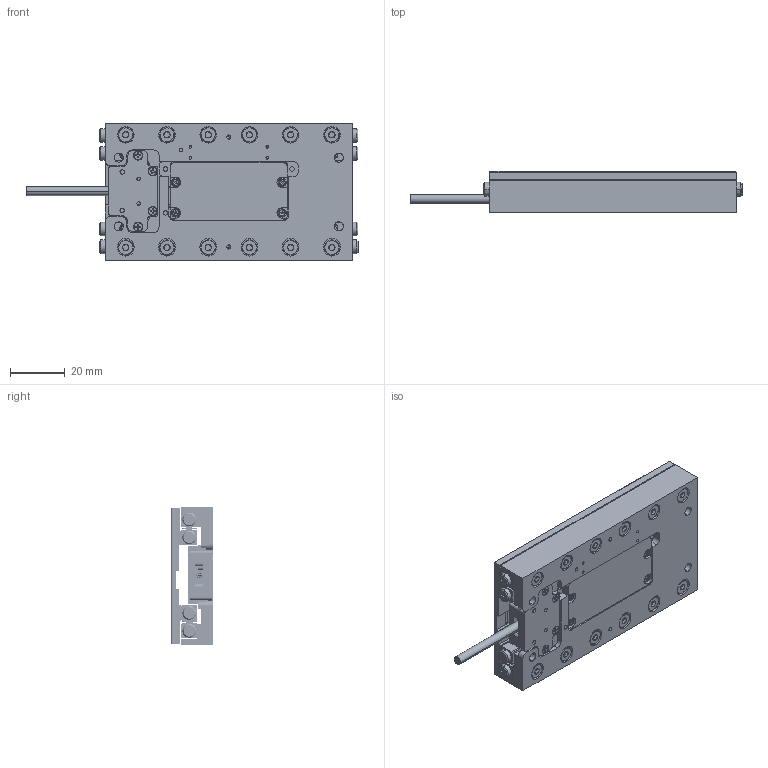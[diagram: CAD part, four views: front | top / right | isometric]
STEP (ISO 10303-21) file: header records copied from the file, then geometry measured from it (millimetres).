
FILE_DESCRIPTION (( 'STEP AP214' ), '1' );
FILE_NAME ('PPS-50-X20XX.STEP', '2025-05-23T22:50:23', ( '' ), ( '' ), 'SwSTEP 2.0', 'SolidWorks 2023', '' );
FILE_SCHEMA (( 'AUTOMOTIVE_DESIGN' ));
Length unit declared in the file: millimetre
Products named in the file (15): PPS-50LM, Base_Master Part_L90; PPS-50LM, Carriage_Master Part_90, Piezo Motor Version ; Screw, SHCS-L, M-DIN_M3 x 0.5 x 08mm; SCREW, MS-PPH, M-JCIS_M2.5 x 0.45 x 6mm; 431945 Cable Clamp Base with Mountable Tabs; SUBASSEM_Cable Clamp_Design 3-3, OL; SCREW, MS-PPH, M-JCIS_M2 x 0.4 x 6mm; Cage, Slide Way, NB, SV2000_SV 2090-16Z; SCREW, MS-PPH, M-JCIS_M2 x 0.4 x 4mm; PPS-70, PPS-50, Short Stage Cable Clamp_Design 3; 92010A778_Passivated 18-8 Stainless Steel Phillips Flat Head Screw, M1.6x3mm_92010A778; PPS-50-X20XX; Demo, Motor Place Holder_DEMO; 130325 Bearing, Slide Way, NB, SV2000_SV 2090; Cooner Black Cable_L40
Assembly tree (47 placements, depth 3):
  PPS-50-X20XX
    PPS-50LM, Base_Master Part_L90
    PPS-50LM, Carriage_Master Part_90, Piezo Motor Version 
    130325 Bearing, Slide Way, NB, SV2000_SV 2090  x4
    Cage, Slide Way, NB, SV2000_SV 2090-16Z  x2
    Screw, SHCS-L, M-DIN_M3 x 0.5 x 08mm  x12
    SCREW, MS-PPH, M-JCIS_M2.5 x 0.45 x 6mm  x12
    Demo, Motor Place Holder_DEMO
    SCREW, MS-PPH, M-JCIS_M2 x 0.4 x 4mm  x4
    SUBASSEM_Cable Clamp_Design 3-3, OL
      431945 Cable Clamp Base with Mountable Tabs
      Cooner Black Cable_L40
      PPS-70, PPS-50, Short Stage Cable Clamp_Design 3
      SCREW, MS-PPH, M-JCIS_M2 x 0.4 x 6mm  x2
    92010A778_Passivated 18-8 Stainless Steel Phillips Flat Head Screw, M1.6x3mm_92010A778  x4
Bounding box: 120.8 x 15 x 50 mm (x, y, z)
Volume: 48097.7 mm3; surface area: 45169.4 mm2
Topology: 59 solids, 59 shells, 2146 faces, 5400 edges, 3444 vertices
Faces by surface type: plane 1057, cylinder 724, torus 204, cone 125, bspline 36
Entity records: 77596 total; most frequent: CARTESIAN_POINT 51557, DIRECTION 5481, ORIENTED_EDGE 5188, EDGE_CURVE 2594, AXIS2_PLACEMENT_3D 2002, VERTEX_POINT 1693, VECTOR 1477, LINE 1477
